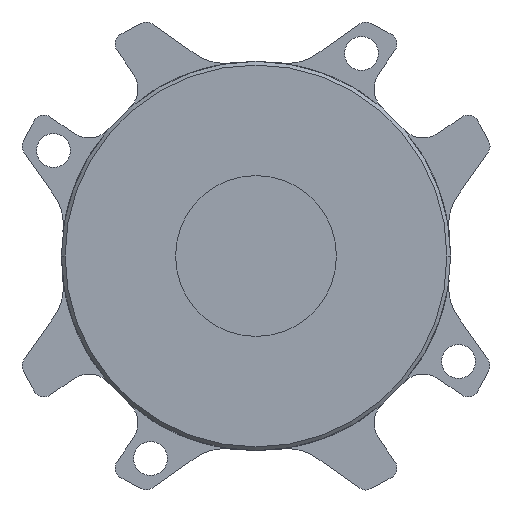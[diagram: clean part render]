
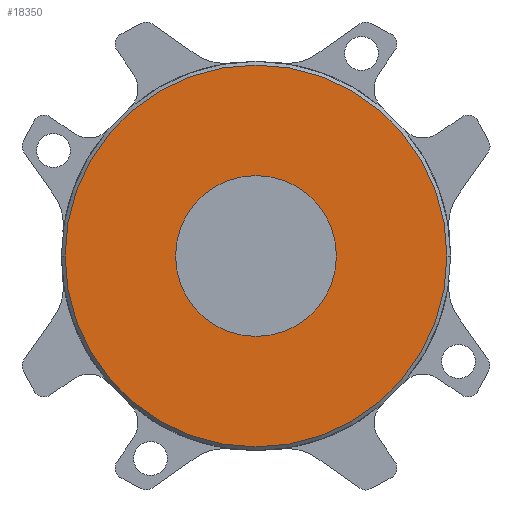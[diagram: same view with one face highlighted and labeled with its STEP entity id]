
A CAD part, left-side view. The second image highlights one B-rep face of the part: STEP entity #18350.
In plain terms, the highlighted planar face has unit normal (-1, 0, 0).
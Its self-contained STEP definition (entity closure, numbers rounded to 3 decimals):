
#100=CARTESIAN_POINT('',(0.,-15.5,0.));
#110=VERTEX_POINT('',#100);
#160=CARTESIAN_POINT('',(0.,0.,0.));
#170=DIRECTION('',(-1.,0.,0.));
#180=DIRECTION('',(0.,1.,0.));
#190=AXIS2_PLACEMENT_3D('',#160,#170,#180);
#200=CIRCLE('',#190,15.5);
#210=CARTESIAN_POINT('',(0.,15.5,0.));
#220=VERTEX_POINT('',#210);
#230=EDGE_CURVE('',#220,#110,#200,.T.);
#590=CARTESIAN_POINT('',(0.,-36.793,0.));
#600=VERTEX_POINT('',#590);
#650=CARTESIAN_POINT('',(0.,0.,0.));
#660=DIRECTION('',(-1.,0.,0.));
#670=DIRECTION('',(0.,1.,0.));
#680=AXIS2_PLACEMENT_3D('',#650,#660,#670);
#690=CIRCLE('',#680,36.793);
#700=CARTESIAN_POINT('',(0.,36.793,
0.));
#710=VERTEX_POINT('',#700);
#720=EDGE_CURVE('',#600,#710,#690,.T.);
#18200=CARTESIAN_POINT('',(0.,26.146,0.));
#18210=DIRECTION('',(-1.,0.,0.));
#18220=DIRECTION('',(0.,1.,0.));
#18230=AXIS2_PLACEMENT_3D('',#18200,#18210,#18220);
#18240=PLANE('',#18230);
#18250=ORIENTED_EDGE('',*,*,#230,.F.);
#18260=EDGE_CURVE('',#110,#220,#200,.T.);
#18270=ORIENTED_EDGE('',*,*,#18260,.F.);
#18280=EDGE_LOOP('',(#18270,#18250));
#18290=FACE_BOUND('',#18280,.T.);
#18300=EDGE_CURVE('',#710,#600,#690,.T.);
#18310=ORIENTED_EDGE('',*,*,#18300,.T.);
#18320=ORIENTED_EDGE('',*,*,#720,.T.);
#18330=EDGE_LOOP('',(#18320,#18310));
#18340=FACE_OUTER_BOUND('',#18330,.T.);
#18350=ADVANCED_FACE('',(#18290,#18340),#18240,.T.);
